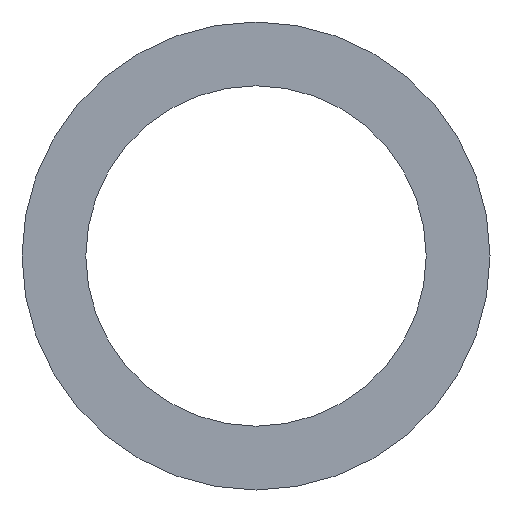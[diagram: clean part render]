
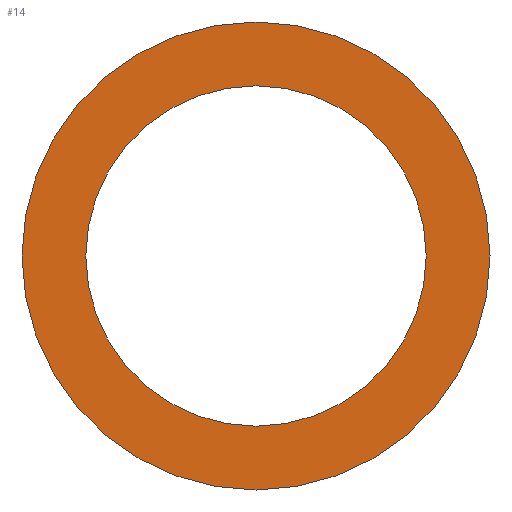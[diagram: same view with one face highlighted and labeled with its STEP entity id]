
A CAD part, front view. The second image highlights one B-rep face of the part: STEP entity #14.
In plain terms, the highlighted planar face has unit normal (0, -1, 0).
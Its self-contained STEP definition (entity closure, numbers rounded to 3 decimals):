
#12 = DIRECTION ( 'NONE',  ( 0., 0., 1. ) ) ;
#13 = EDGE_CURVE ( 'NONE', #106, #244, #49, .T. ) ;
#14 = ADVANCED_FACE ( 'NONE', ( #32, #28 ), #93, .F. ) ;
#28 = FACE_BOUND ( 'NONE', #77, .T. ) ;
#31 = DIRECTION ( 'NONE',  ( 0., 1., 0. ) ) ;
#32 = FACE_OUTER_BOUND ( 'NONE', #114, .T. ) ;
#35 = CARTESIAN_POINT ( 'NONE',  ( 0., 0., -4. ) ) ;
#36 = ORIENTED_EDGE ( 'NONE', *, *, #13, .T. ) ;
#38 = CARTESIAN_POINT ( 'NONE',  ( 0., 0., -5.5 ) ) ;
#49 = CIRCLE ( 'NONE', #149, 4. ) ;
#52 = EDGE_CURVE ( 'NONE', #151, #139, #119, .T. ) ;
#61 = CARTESIAN_POINT ( 'NONE',  ( 0., 0., 5.5 ) ) ;
#74 = DIRECTION ( 'NONE',  ( 0., 1., 0. ) ) ;
#77 = EDGE_LOOP ( 'NONE', ( #89, #36 ) ) ;
#79 = EDGE_CURVE ( 'NONE', #244, #106, #197, .T. ) ;
#89 = ORIENTED_EDGE ( 'NONE', *, *, #79, .T. ) ;
#93 = PLANE ( 'NONE',  #164 ) ;
#96 = CARTESIAN_POINT ( 'NONE',  ( 0., 0., 0. ) ) ;
#98 = EDGE_CURVE ( 'NONE', #139, #151, #125, .T. ) ;
#106 = VERTEX_POINT ( 'NONE', #207 ) ;
#107 = DIRECTION ( 'NONE',  ( 0., 1., 0. ) ) ;
#114 = EDGE_LOOP ( 'NONE', ( #181, #141 ) ) ;
#119 = CIRCLE ( 'NONE', #219, 5.5 ) ;
#125 = CIRCLE ( 'NONE', #225, 5.5 ) ;
#133 = DIRECTION ( 'NONE',  ( 0., 0., 1. ) ) ;
#139 = VERTEX_POINT ( 'NONE', #38 ) ;
#141 = ORIENTED_EDGE ( 'NONE', *, *, #52, .F. ) ;
#148 = CARTESIAN_POINT ( 'NONE',  ( 0., 0., 0. ) ) ;
#149 = AXIS2_PLACEMENT_3D ( 'NONE', #169, #185, #242 ) ;
#151 = VERTEX_POINT ( 'NONE', #61 ) ;
#152 = DIRECTION ( 'NONE',  ( 0., 0., 1. ) ) ;
#164 = AXIS2_PLACEMENT_3D ( 'NONE', #148, #107, #12 ) ;
#169 = CARTESIAN_POINT ( 'NONE',  ( 0., 0., 0. ) ) ;
#181 = ORIENTED_EDGE ( 'NONE', *, *, #98, .F. ) ;
#184 = DIRECTION ( 'NONE',  ( 0., 0., 1. ) ) ;
#185 = DIRECTION ( 'NONE',  ( 0., 1., 0. ) ) ;
#186 = AXIS2_PLACEMENT_3D ( 'NONE', #193, #228, #133 ) ;
#193 = CARTESIAN_POINT ( 'NONE',  ( 0., 0., 0. ) ) ;
#197 = CIRCLE ( 'NONE', #186, 4. ) ;
#207 = CARTESIAN_POINT ( 'NONE',  ( 0., 0., 4. ) ) ;
#219 = AXIS2_PLACEMENT_3D ( 'NONE', #241, #31, #184 ) ;
#225 = AXIS2_PLACEMENT_3D ( 'NONE', #96, #74, #152 ) ;
#228 = DIRECTION ( 'NONE',  ( 0., 1., 0. ) ) ;
#241 = CARTESIAN_POINT ( 'NONE',  ( 0., 0., 0. ) ) ;
#242 = DIRECTION ( 'NONE',  ( 0., 0., 1. ) ) ;
#244 = VERTEX_POINT ( 'NONE', #35 ) ;
